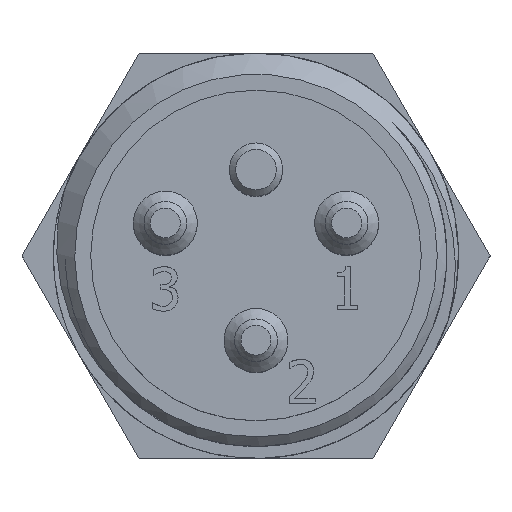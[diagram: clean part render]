
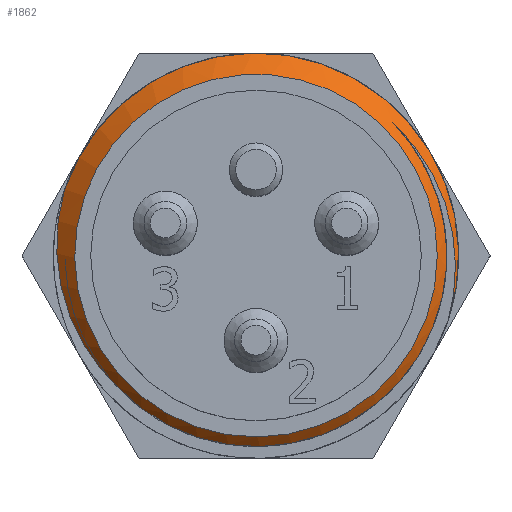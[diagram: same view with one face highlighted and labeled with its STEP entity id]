
A CAD part, top view. The second image highlights one B-rep face of the part: STEP entity #1862.
In plain terms, the highlighted conical face has half-angle 45 degrees and reference radius 9 mm.
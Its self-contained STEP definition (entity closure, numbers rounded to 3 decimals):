
#308=FACE_BOUND($,#599,.T.);
#353=CONICAL_SURFACE($,#1949,9.,45.);
#367=CIRCLE($,#1946,8.95);
#369=CIRCLE($,#1950,9.5);
#370=CIRCLE($,#1951,8.5);
#488=FACE_OUTER_BOUND($,#598,.T.);
#598=EDGE_LOOP($,(#1482,#1483,#1484,#1485));
#599=EDGE_LOOP($,(#1486));
#755=B_SPLINE_CURVE_WITH_KNOTS($,3,(#5532,#5533,#5534,#5535,#5536,#5537,
#5538,#5539,#5540,#5541),.UNSPECIFIED.,.F.,.F.,(4,3,3,4),(0.878,
0.977,1.444,1.897),.UNSPECIFIED.);
#758=B_SPLINE_CURVE_WITH_KNOTS($,3,(#5769,#5770,#5771,#5772,#5773,#5774,
#5775,#5776,#5777,#5778),.UNSPECIFIED.,.F.,.F.,(4,3,3,4),(0.,0.453,
0.919,1.018),.UNSPECIFIED.);
#878=VERTEX_POINT($,#5464);
#880=VERTEX_POINT($,#5498);
#883=VERTEX_POINT($,#5682);
#884=VERTEX_POINT($,#5768);
#886=VERTEX_POINT($,#5821);
#1111=EDGE_CURVE($,#878,#880,#755,.T.);
#1114=EDGE_CURVE($,#884,#883,#758,.T.);
#1118=EDGE_CURVE($,#880,#884,#367,.T.);
#1120=EDGE_CURVE($,#883,#878,#369,.T.);
#1121=EDGE_CURVE($,#886,#886,#370,.T.);
#1482=ORIENTED_EDGE($,*,*,#1114,.T.);
#1483=ORIENTED_EDGE($,*,*,#1120,.T.);
#1484=ORIENTED_EDGE($,*,*,#1111,.T.);
#1485=ORIENTED_EDGE($,*,*,#1118,.T.);
#1486=ORIENTED_EDGE($,*,*,#1121,.T.);
#1862=ADVANCED_FACE($,(#488,#308),#353,.T.);
#1946=AXIS2_PLACEMENT_3D($,#5816,#2207,#2208);
#1949=AXIS2_PLACEMENT_3D($,#5819,#2213,#2214);
#1950=AXIS2_PLACEMENT_3D($,#5820,#2215,#2216);
#1951=AXIS2_PLACEMENT_3D($,#5822,#2217,#2218);
#2207=DIRECTION('center_axis',(0.,0.,1.));
#2208=DIRECTION('ref_axis',(0.,1.,0.));
#2213=DIRECTION('center_axis',(0.,0.,-1.));
#2214=DIRECTION('ref_axis',(-1.,0.,0.));
#2215=DIRECTION('center_axis',(0.,0.,1.));
#2216=DIRECTION('ref_axis',(-1.,0.,0.));
#2217=DIRECTION('center_axis',(0.,0.,-1.));
#2218=DIRECTION('ref_axis',(-1.,0.,0.));
#5464=CARTESIAN_POINT('',(-8.975,3.115,8.5));
#5498=CARTESIAN_POINT('',(-6.469,-6.185,9.05));
#5532=CARTESIAN_POINT('Ctrl Pts',(-8.975,3.115,8.5));
#5533=CARTESIAN_POINT('Ctrl Pts',(-9.066,2.8,8.517));
#5534=CARTESIAN_POINT('Ctrl Pts',(-9.141,2.48,8.535));
#5535=CARTESIAN_POINT('Ctrl Pts',(-9.199,2.158,8.552));
#5536=CARTESIAN_POINT('Ctrl Pts',(-9.472,0.638,8.634));
#5537=CARTESIAN_POINT('Ctrl Pts',(-9.363,-0.954,8.717));
#5538=CARTESIAN_POINT('Ctrl Pts',(-8.875,-2.421,8.801));
#5539=CARTESIAN_POINT('Ctrl Pts',(-8.402,-3.847,8.883));
#5540=CARTESIAN_POINT('Ctrl Pts',(-7.569,-5.156,8.966));
#5541=CARTESIAN_POINT('Ctrl Pts',(-6.469,-6.185,9.05));
#5682=CARTESIAN_POINT('',(9.005,-3.026,8.5));
#5768=CARTESIAN_POINT('',(6.407,6.249,9.05));
#5769=CARTESIAN_POINT('Ctrl Pts',(6.407,6.249,9.05));
#5770=CARTESIAN_POINT('Ctrl Pts',(7.519,5.23,8.966));
#5771=CARTESIAN_POINT('Ctrl Pts',(8.363,3.931,8.883));
#5772=CARTESIAN_POINT('Ctrl Pts',(8.851,2.509,8.801));
#5773=CARTESIAN_POINT('Ctrl Pts',(9.352,1.049,8.717));
#5774=CARTESIAN_POINT('Ctrl Pts',(9.477,-0.543,8.634));
#5775=CARTESIAN_POINT('Ctrl Pts',(9.22,-2.066,8.552));
#5776=CARTESIAN_POINT('Ctrl Pts',(9.166,-2.389,8.535));
#5777=CARTESIAN_POINT('Ctrl Pts',(9.094,-2.709,8.517));
#5778=CARTESIAN_POINT('Ctrl Pts',(9.005,-3.026,8.5));
#5816=CARTESIAN_POINT('Origin',(0.,0.,9.05));
#5819=CARTESIAN_POINT('Origin',(0.,0.,9.));
#5820=CARTESIAN_POINT('Origin',(0.,0.,8.5));
#5821=CARTESIAN_POINT('',(8.5,0.,9.5));
#5822=CARTESIAN_POINT('Origin',(0.,0.,9.5));
